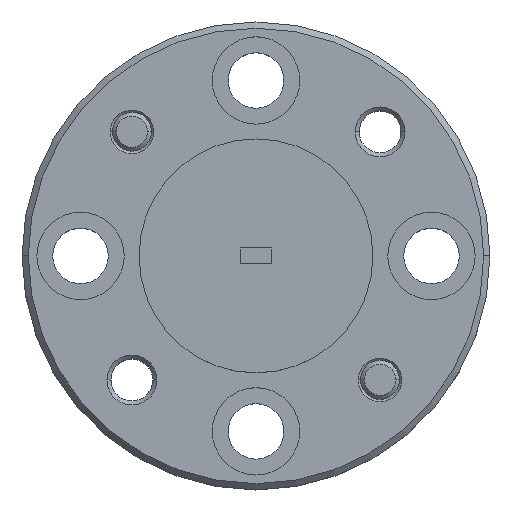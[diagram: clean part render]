
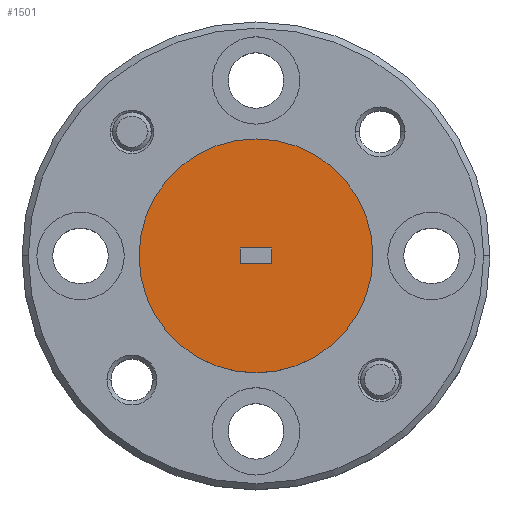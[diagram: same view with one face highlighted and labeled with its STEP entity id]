
A CAD part, top view. The second image highlights one B-rep face of the part: STEP entity #1501.
In plain terms, the highlighted planar face has unit normal (0, 0, 1).
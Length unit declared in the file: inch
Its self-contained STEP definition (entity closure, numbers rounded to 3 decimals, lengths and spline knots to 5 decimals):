
#56 = DIRECTION ( 'NONE',  ( 0., 0., 1. ) ) ;
#68 = VERTEX_POINT ( 'NONE', #1548 ) ;
#74 = CARTESIAN_POINT ( 'NONE',  ( -0.0255, 0.01275, 0. ) ) ;
#142 = CARTESIAN_POINT ( 'NONE',  ( -0.0255, 0.01275, 0. ) ) ;
#210 = VECTOR ( 'NONE', #431, 39.37008 ) ;
#236 = ORIENTED_EDGE ( 'NONE', *, *, #1178, .T. ) ;
#248 = DIRECTION ( 'NONE',  ( 1., 0., 0. ) ) ;
#286 = CARTESIAN_POINT ( 'NONE',  ( 0.0255, 0.01275, 0. ) ) ;
#302 = LINE ( 'NONE', #344, #531 ) ;
#344 = CARTESIAN_POINT ( 'NONE',  ( -0.0255, 0.01275, 0. ) ) ;
#431 = DIRECTION ( 'NONE',  ( 0., -1., 0. ) ) ;
#509 = DIRECTION ( 'NONE',  ( -1., 0., 0. ) ) ;
#513 = CARTESIAN_POINT ( 'NONE',  ( -0.0255, -0.01275, 0. ) ) ;
#531 = VECTOR ( 'NONE', #509, 39.37008 ) ;
#619 = CARTESIAN_POINT ( 'NONE',  ( -0.1875, 0., 0. ) ) ;
#667 = ORIENTED_EDGE ( 'NONE', *, *, #925, .F. ) ;
#680 = VECTOR ( 'NONE', #740, 39.37008 ) ;
#715 = LINE ( 'NONE', #74, #210 ) ;
#719 = CARTESIAN_POINT ( 'NONE',  ( 0.0255, -0.01275, 0. ) ) ;
#734 = CARTESIAN_POINT ( 'NONE',  ( -0.0255, -0.01275, 0. ) ) ;
#740 = DIRECTION ( 'NONE',  ( 0., 1., 0. ) ) ;
#766 = EDGE_CURVE ( 'NONE', #1628, #1786, #302, .T. ) ;
#845 = EDGE_CURVE ( 'NONE', #68, #1555, #1814, .T. ) ;
#925 = EDGE_CURVE ( 'NONE', #1190, #1916, #1974, .T. ) ;
#986 = AXIS2_PLACEMENT_3D ( 'NONE', #2217, #2011, #1835 ) ;
#1079 = DIRECTION ( 'NONE',  ( 1., 0., 0. ) ) ;
#1150 = EDGE_LOOP ( 'NONE', ( #1185, #236 ) ) ;
#1178 = EDGE_CURVE ( 'NONE', #1555, #68, #2227, .T. ) ;
#1185 = ORIENTED_EDGE ( 'NONE', *, *, #845, .T. ) ;
#1190 = VERTEX_POINT ( 'NONE', #513 ) ;
#1283 = CARTESIAN_POINT ( 'NONE',  ( 0.0255, 0.01275, 0. ) ) ;
#1319 = EDGE_CURVE ( 'NONE', #1786, #1190, #715, .T. ) ;
#1329 = CARTESIAN_POINT ( 'NONE',  ( 0., 0., 0. ) ) ;
#1361 = FACE_BOUND ( 'NONE', #1419, .T. ) ;
#1374 = EDGE_CURVE ( 'NONE', #1916, #1628, #1821, .T. ) ;
#1385 = ORIENTED_EDGE ( 'NONE', *, *, #766, .F. ) ;
#1419 = EDGE_LOOP ( 'NONE', ( #1600, #667, #1742, #1385 ) ) ;
#1500 = VECTOR ( 'NONE', #1842, 39.37008 ) ;
#1501 = ADVANCED_FACE ( 'NONE', ( #1361, #1949 ), #1700, .T. ) ;
#1538 = AXIS2_PLACEMENT_3D ( 'NONE', #1796, #2152, #1079 ) ;
#1548 = CARTESIAN_POINT ( 'NONE',  ( 0.1875, 0., 0. ) ) ;
#1555 = VERTEX_POINT ( 'NONE', #619 ) ;
#1600 = ORIENTED_EDGE ( 'NONE', *, *, #1374, .F. ) ;
#1628 = VERTEX_POINT ( 'NONE', #286 ) ;
#1700 = PLANE ( 'NONE',  #2296 ) ;
#1742 = ORIENTED_EDGE ( 'NONE', *, *, #1319, .F. ) ;
#1786 = VERTEX_POINT ( 'NONE', #142 ) ;
#1796 = CARTESIAN_POINT ( 'NONE',  ( 0., 0., 0. ) ) ;
#1814 = CIRCLE ( 'NONE', #986, 0.1875 ) ;
#1821 = LINE ( 'NONE', #1283, #680 ) ;
#1835 = DIRECTION ( 'NONE',  ( 1., 0., 0. ) ) ;
#1842 = DIRECTION ( 'NONE',  ( 1., 0., 0. ) ) ;
#1916 = VERTEX_POINT ( 'NONE', #719 ) ;
#1949 = FACE_OUTER_BOUND ( 'NONE', #1150, .T. ) ;
#1974 = LINE ( 'NONE', #734, #1500 ) ;
#2011 = DIRECTION ( 'NONE',  ( 0., 0., 1. ) ) ;
#2152 = DIRECTION ( 'NONE',  ( 0., 0., 1. ) ) ;
#2217 = CARTESIAN_POINT ( 'NONE',  ( 0., 0., 0. ) ) ;
#2227 = CIRCLE ( 'NONE', #1538, 0.1875 ) ;
#2296 = AXIS2_PLACEMENT_3D ( 'NONE', #1329, #56, #248 ) ;
